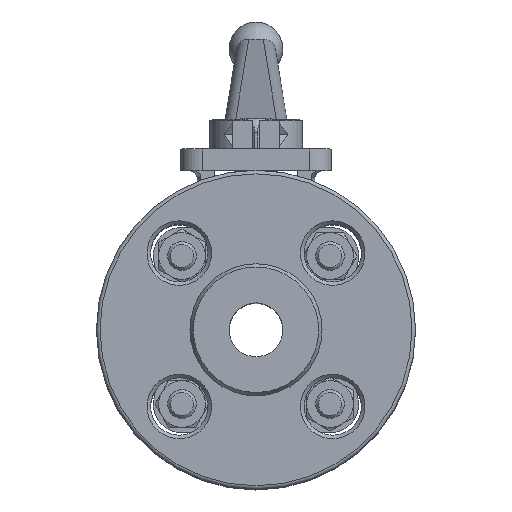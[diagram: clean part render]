
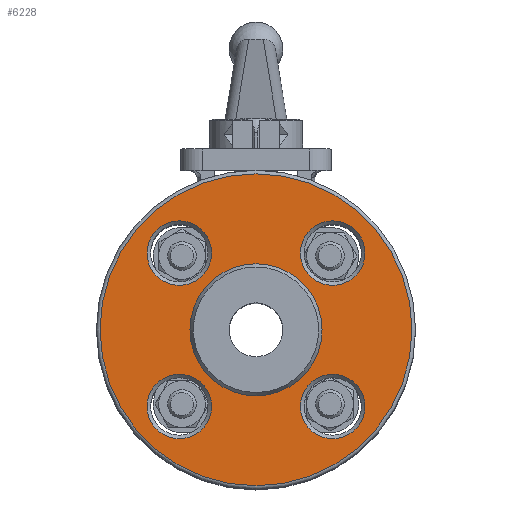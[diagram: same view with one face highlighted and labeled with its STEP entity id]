
A CAD part, top view. The second image highlights one B-rep face of the part: STEP entity #6228.
In plain terms, the highlighted face is planar.
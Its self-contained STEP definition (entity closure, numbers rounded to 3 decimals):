
#1141=PLANE('',#6849);
#2219=ORIENTED_EDGE('',*,*,#3575,.F.);
#2220=ORIENTED_EDGE('',*,*,#3578,.F.);
#2221=ORIENTED_EDGE('',*,*,#3579,.F.);
#2222=ORIENTED_EDGE('',*,*,#3580,.F.);
#2223=ORIENTED_EDGE('',*,*,#3581,.F.);
#2224=ORIENTED_EDGE('',*,*,#3577,.T.);
#3575=EDGE_CURVE('',#4340,#4340,#4830,.T.);
#3577=EDGE_CURVE('',#4342,#4342,#4832,.T.);
#3578=EDGE_CURVE('',#4343,#4343,#4833,.T.);
#3579=EDGE_CURVE('',#4344,#4344,#4834,.T.);
#3580=EDGE_CURVE('',#4345,#4345,#4835,.T.);
#3581=EDGE_CURVE('',#4346,#4346,#4836,.T.);
#4340=VERTEX_POINT('',#10330);
#4342=VERTEX_POINT('',#10335);
#4343=VERTEX_POINT('',#10338);
#4344=VERTEX_POINT('',#10340);
#4345=VERTEX_POINT('',#10342);
#4346=VERTEX_POINT('',#10344);
#4830=CIRCLE('',#6845,18.424);
#4832=CIRCLE('',#6848,43.5);
#4833=CIRCLE('',#6850,9.);
#4834=CIRCLE('',#6851,9.);
#4835=CIRCLE('',#6852,9.);
#4836=CIRCLE('',#6853,9.);
#5187=EDGE_LOOP('',(#2219));
#5188=EDGE_LOOP('',(#2220));
#5189=EDGE_LOOP('',(#2221));
#5190=EDGE_LOOP('',(#2222));
#5191=EDGE_LOOP('',(#2223));
#5192=EDGE_LOOP('',(#2224));
#5684=FACE_BOUND('',#5187,.T.);
#5685=FACE_BOUND('',#5188,.T.);
#5686=FACE_BOUND('',#5189,.T.);
#5687=FACE_BOUND('',#5190,.T.);
#5688=FACE_BOUND('',#5191,.T.);
#5689=FACE_BOUND('',#5192,.T.);
#6228=ADVANCED_FACE('',(#5684,#5685,#5686,#5687,#5688,#5689),#1141,.F.);
#6845=AXIS2_PLACEMENT_3D('',#10329,#8170,#8171);
#6848=AXIS2_PLACEMENT_3D('',#10334,#8176,#8177);
#6849=AXIS2_PLACEMENT_3D('',#10336,#8178,#8179);
#6850=AXIS2_PLACEMENT_3D('',#10337,#8180,#8181);
#6851=AXIS2_PLACEMENT_3D('',#10339,#8182,#8183);
#6852=AXIS2_PLACEMENT_3D('',#10341,#8184,#8185);
#6853=AXIS2_PLACEMENT_3D('',#10343,#8186,#8187);
#8170=DIRECTION('',(0.,0.,-1.));
#8171=DIRECTION('',(-1.,0.,0.));
#8176=DIRECTION('',(0.,0.,-1.));
#8177=DIRECTION('',(-1.,0.,0.));
#8178=DIRECTION('',(0.,0.,1.));
#8179=DIRECTION('',(1.,0.,0.));
#8180=DIRECTION('',(0.,0.,-1.));
#8181=DIRECTION('',(-1.,0.,0.));
#8182=DIRECTION('',(0.,0.,-1.));
#8183=DIRECTION('',(-1.,0.,0.));
#8184=DIRECTION('',(0.,0.,-1.));
#8185=DIRECTION('',(-1.,0.,0.));
#8186=DIRECTION('',(0.,0.,-1.));
#8187=DIRECTION('',(-1.,0.,0.));
#10329=CARTESIAN_POINT('',(0.,0.,-60.7));
#10330=CARTESIAN_POINT('',(-18.424,0.,-60.7));
#10334=CARTESIAN_POINT('',(0.,0.,-60.7));
#10335=CARTESIAN_POINT('',(-43.5,0.,-60.7));
#10336=CARTESIAN_POINT('',(0.,44.5,-60.7));
#10337=CARTESIAN_POINT('',(-21.39,-21.39,-60.7));
#10338=CARTESIAN_POINT('',(-30.39,-21.39,-60.7));
#10339=CARTESIAN_POINT('',(21.39,-21.39,-60.7));
#10340=CARTESIAN_POINT('',(12.39,-21.39,-60.7));
#10341=CARTESIAN_POINT('',(21.39,21.39,-60.7));
#10342=CARTESIAN_POINT('',(12.39,21.39,-60.7));
#10343=CARTESIAN_POINT('',(-21.39,21.39,-60.7));
#10344=CARTESIAN_POINT('',(-30.39,21.39,-60.7));
